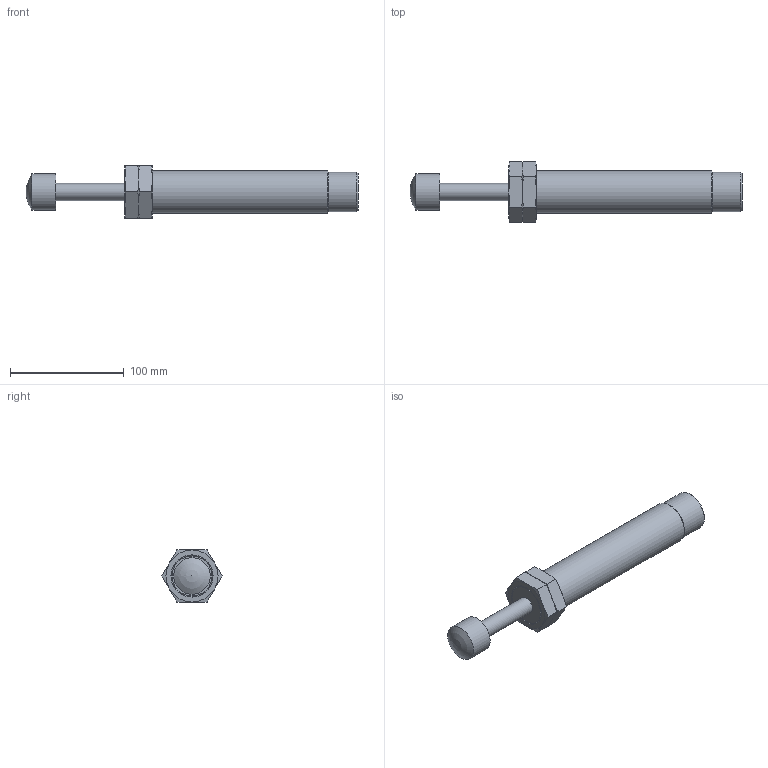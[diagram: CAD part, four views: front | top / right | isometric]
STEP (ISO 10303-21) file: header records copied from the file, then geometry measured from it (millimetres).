
FILE_DESCRIPTION(/* description */ ('STEP AP214'),/* implementation_level */ '2;1');
FILE_NAME(/* name */ '160274_YSR-32-60-C',/* time_stamp */ '2024-09-16T06:36:46+02:00',/* author */ ('License CC BY-ND 4.0'),/* organization */ ('CADENAS'),/* preprocessor_version */ 'ST-DEVELOPER v19.3',/* originating_system */ 'PARTsolutions',/* authorisation */ ' ');
FILE_SCHEMA (('AUTOMOTIVE_DESIGN {1 0 10303 214 3 1 1}'));
Length unit declared in the file: millimetre
Products named in the file (3): 160274 YSR-32-60-C---(0_OUT); 160274 YSR-32-60-C---(0_OUT)-P; 237259 YSR-32 M37x1.5-12-46
Assembly tree (3 placements, depth 2):
  160274 YSR-32-60-C---(0_OUT)
    160274 YSR-32-60-C---(0_OUT)-P
    237259 YSR-32 M37x1.5-12-46  x2
Bounding box: 292 x 53.12 x 46 mm (x, y, z)
Volume: 266774 mm3; surface area: 41442.9 mm2
Topology: 3 solids, 3 shells, 38 faces, 83 edges, 53 vertices
Faces by surface type: plane 20, cone 11, cylinder 6, sphere 1
Full cylindrical faces by diameter (mm): 15 x1, 32 x1, 34.8 x1, 35.376 x2, 37 x1
Entity records: 673 total; most frequent: CARTESIAN_POINT 141, DIRECTION 98, ORIENTED_EDGE 70, AXIS2_PLACEMENT_3D 46, EDGE_LOOP 42, FACE_BOUND 42, EDGE_CURVE 35, VERTEX_POINT 29
